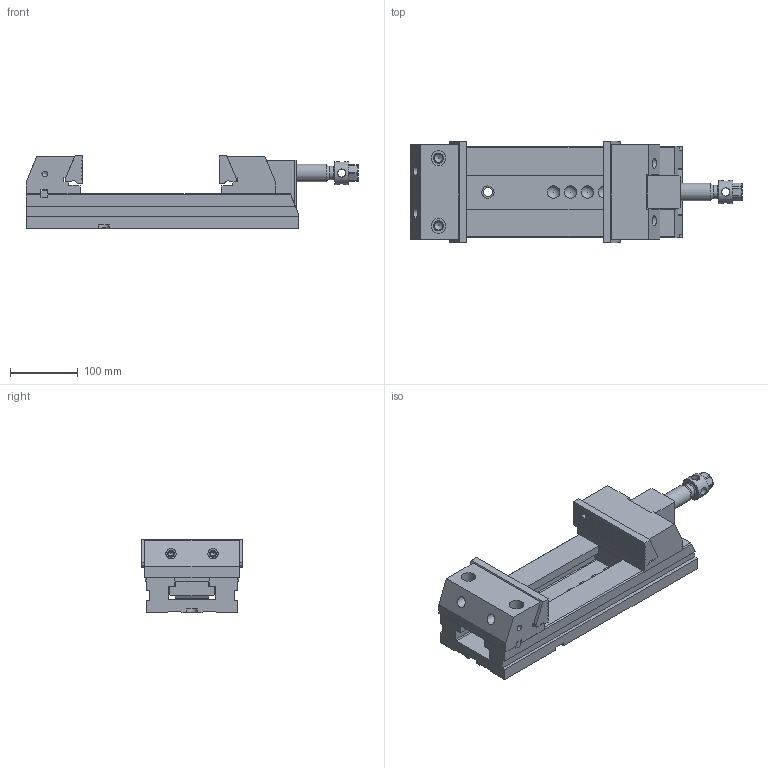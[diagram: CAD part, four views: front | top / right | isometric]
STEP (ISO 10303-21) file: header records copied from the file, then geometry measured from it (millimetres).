
FILE_DESCRIPTION(/* description */ (''),/* implementation_level */ '2;1');
FILE_NAME(/* name */ '30_150_Mordaza.stp',/* time_stamp */ '2013-07-01T08:32:42+02:00',/* author */ (''),/* organization */ (''),/* preprocessor_version */ 'ST-DEVELOPER v11',/* originating_system */ 'SIEMENS PLM Software NX 7.5',/* authorisation */ '');
FILE_SCHEMA (('AUTOMOTIVE_DESIGN { 1 0 10303 214 1 1 1 1 }'));
Length unit declared in the file: millimetre
Products named in the file (1): 30_150_Mordaza
Bounding box: 490 x 150 x 108.4 mm (x, y, z)
Volume: 3391080 mm3; surface area: 490393.6 mm2
Topology: 15 solids, 15 shells, 493 faces, 1329 edges, 876 vertices
Faces by surface type: plane 306, cylinder 117, cone 51, sphere 10, torus 9
Full cylindrical faces by diameter (mm): 4.351 x2, 5.188 x6, 6.985 x4, 8.5 x4, 8.782 x5, 10 x4, 10.579 x4, 12 x4, 12.376 x2, 13 x6, 15 x6, 16 x4, 16.5 x1, 18 x2, 19 x4, 20 x4, 21.25 x2, 22 x2, 26 x1, 30 x4, 33.8 x2, 34 x5
Entity records: 18111 total; most frequent: CARTESIAN_POINT 2986, DIRECTION 2339, ORIENTED_EDGE 2202, EDGE_CURVE 1101, AXIS2_PLACEMENT_3D 808, VERTEX_POINT 807, LINE 723, VECTOR 723
